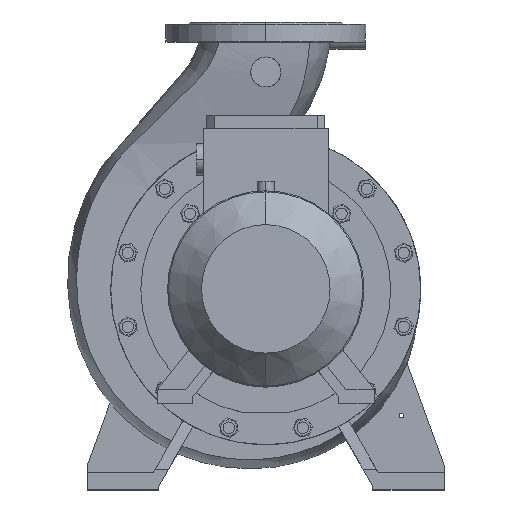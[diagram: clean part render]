
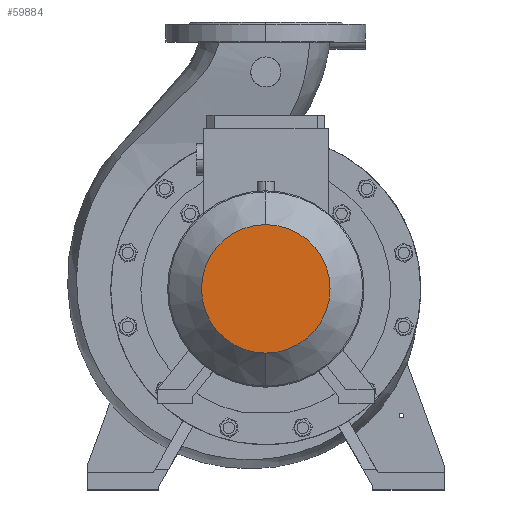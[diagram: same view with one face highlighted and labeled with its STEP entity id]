
A CAD part, top view. The second image highlights one B-rep face of the part: STEP entity #59884.
In plain terms, the highlighted planar face has unit normal (0, 0, 1).
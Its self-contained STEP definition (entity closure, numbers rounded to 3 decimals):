
#25 = PLANE ( 'NONE',  #57190 ) ;
#1125 = DIRECTION ( 'NONE',  ( 0., 0., -1. ) ) ;
#7146 = AXIS2_PLACEMENT_3D ( 'NONE', #65383, #48090, #43262 ) ;
#16648 = CIRCLE ( 'NONE', #22945, 90. ) ;
#17222 = EDGE_LOOP ( 'NONE', ( #20914, #27159 ) ) ;
#20914 = ORIENTED_EDGE ( 'NONE', *, *, #21443, .F. ) ;
#21443 = EDGE_CURVE ( 'NONE', #70130, #70222, #46150, .T. ) ;
#22945 = AXIS2_PLACEMENT_3D ( 'NONE', #70547, #1125, #41650 ) ;
#27159 = ORIENTED_EDGE ( 'NONE', *, *, #34753, .F. ) ;
#32755 = CARTESIAN_POINT ( 'NONE',  ( 0., -90., 836. ) ) ;
#34753 = EDGE_CURVE ( 'NONE', #70222, #70130, #16648, .T. ) ;
#40288 = DIRECTION ( 'NONE',  ( 0., -1., 0. ) ) ;
#41650 = DIRECTION ( 'NONE',  ( 0., 1., 0. ) ) ;
#43262 = DIRECTION ( 'NONE',  ( 0., 1., 0. ) ) ;
#46150 = CIRCLE ( 'NONE', #7146, 90. ) ;
#48090 = DIRECTION ( 'NONE',  ( 0., 0., -1. ) ) ;
#48683 = CARTESIAN_POINT ( 'NONE',  ( 0., 90., 836. ) ) ;
#57022 = FACE_OUTER_BOUND ( 'NONE', #17222, .T. ) ;
#57190 = AXIS2_PLACEMENT_3D ( 'NONE', #74544, #57311, #40288 ) ;
#57311 = DIRECTION ( 'NONE',  ( 0., 0., 1. ) ) ;
#59884 = ADVANCED_FACE ( 'NONE', ( #57022 ), #25, .T. ) ;
#65383 = CARTESIAN_POINT ( 'NONE',  ( 0., 0., 836. ) ) ;
#70130 = VERTEX_POINT ( 'NONE', #48683 ) ;
#70222 = VERTEX_POINT ( 'NONE', #32755 ) ;
#70547 = CARTESIAN_POINT ( 'NONE',  ( 0., 0., 836. ) ) ;
#74544 = CARTESIAN_POINT ( 'NONE',  ( 0., 0., 836. ) ) ;
